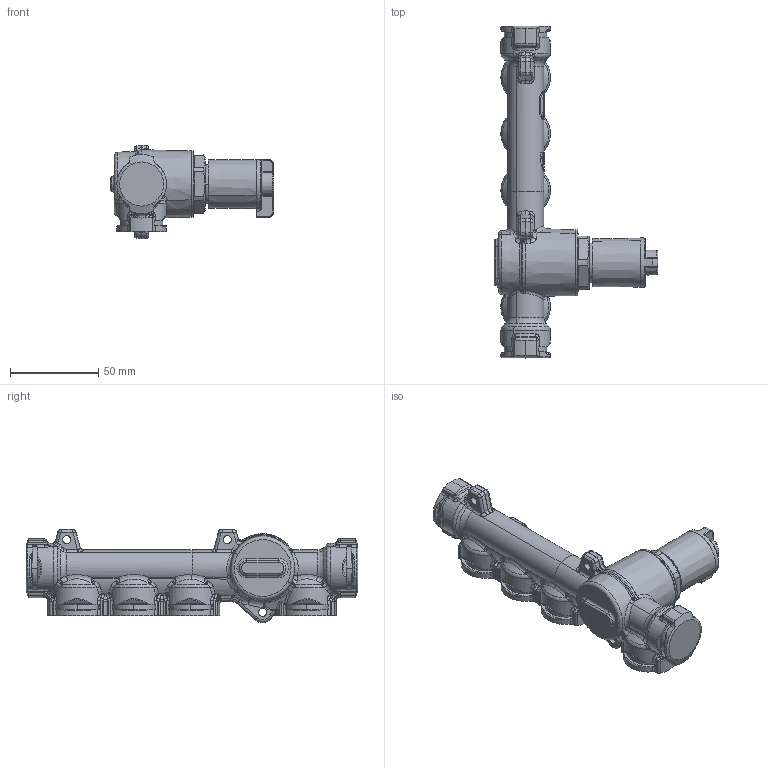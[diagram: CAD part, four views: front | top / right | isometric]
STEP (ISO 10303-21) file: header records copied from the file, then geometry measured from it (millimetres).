
FILE_DESCRIPTION(('CATIA V5 STEP Exchange','CAx-IF Rec.Pracs.--- Model Styling and Organization---1.4--- 2014-01-23','CAx-IF Rec.Pracs.---3D Tessellated Data Validation Properties---0.5---2014-09-14'),'2;1');
FILE_NAME('STEP_359390_-_TST.stp','2022-01-19T14:11:06+00:00',('none'),('none'),'CATIA Version 5-6 Release 2019 SP3','CATIA V5 STEP AP242 v1','none');
FILE_SCHEMA(('AP242_MANAGED_MODEL_BASED_3D_ENGINEERING_MIM_LF {1 0 10303 442 1 1 4}'));
Length unit declared in the file: millimetre
Products named in the file (1): 359390 - TST
Bounding box: 92.65 x 188 x 52.99 mm (x, y, z)
Volume: 188771.9 mm3; surface area: 34445.6 mm2
Topology: 1 solids, 1 shells, 1238 faces, 3073 edges, 1772 vertices
Faces by surface type: bspline 583, cylinder 314, plane 138, torus 83, cone 73, sphere 47
Entity records: 73063 total; most frequent: CARTESIAN_POINT 49427, ORIENTED_EDGE 6016, EDGE_CURVE 3008, DIRECTION 2094, B_SPLINE_CURVE_WITH_KNOTS 1810, VERTEX_POINT 1772, EDGE_LOOP 1268, ADVANCED_FACE 1238
